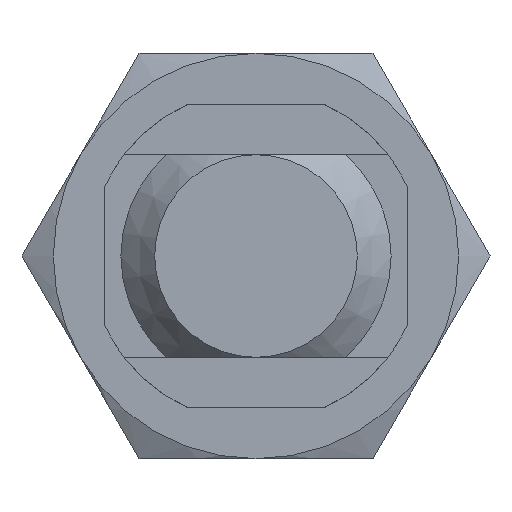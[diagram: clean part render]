
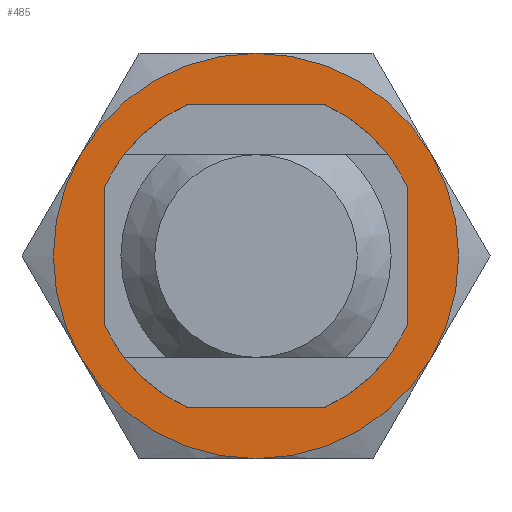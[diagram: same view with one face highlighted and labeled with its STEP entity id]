
A CAD part, left-side view. The second image highlights one B-rep face of the part: STEP entity #485.
In plain terms, the highlighted planar face has unit normal (-1, 0, 0).
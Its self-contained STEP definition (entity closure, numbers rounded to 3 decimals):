
#17 = ORIENTED_EDGE ( 'NONE', *, *, #1462, .T. ) ;
#20 = CIRCLE ( 'NONE', #1887, 12. ) ;
#59 = DIRECTION ( 'NONE',  ( 0., 0., -1. ) ) ;
#485 = ADVANCED_FACE ( 'NONE', ( #1419, #3551 ), #4260, .F. ) ;
#495 = AXIS2_PLACEMENT_3D ( 'NONE', #1806, #1783, #3975 ) ;
#521 = CIRCLE ( 'NONE', #1718, 8. ) ;
#530 = DIRECTION ( 'NONE',  ( 0., 0., -1. ) ) ;
#652 = EDGE_CURVE ( 'NONE', #4010, #3469, #840, .T. ) ;
#668 = AXIS2_PLACEMENT_3D ( 'NONE', #4383, #1172, #3646 ) ;
#732 = CARTESIAN_POINT ( 'NONE',  ( 4., 0., -8. ) ) ;
#750 = CARTESIAN_POINT ( 'NONE',  ( 4., 0., 0. ) ) ;
#840 = CIRCLE ( 'NONE', #3023, 12. ) ;
#842 = CIRCLE ( 'NONE', #3029, 12. ) ;
#846 = ORIENTED_EDGE ( 'NONE', *, *, #4374, .T. ) ;
#860 = CARTESIAN_POINT ( 'NONE',  ( 4., 0., 0. ) ) ;
#919 = EDGE_CURVE ( 'NONE', #1847, #4010, #20, .T. ) ;
#1036 = ORIENTED_EDGE ( 'NONE', *, *, #1041, .T. ) ;
#1041 = EDGE_CURVE ( 'NONE', #3430, #1847, #842, .T. ) ;
#1042 = VERTEX_POINT ( 'NONE', #732 ) ;
#1143 = CARTESIAN_POINT ( 'NONE',  ( 4., 10.392, 6. ) ) ;
#1147 = DIRECTION ( 'NONE',  ( 0., 0., -1. ) ) ;
#1172 = DIRECTION ( 'NONE',  ( -1., 0., 0. ) ) ;
#1319 = CIRCLE ( 'NONE', #495, 12. ) ;
#1419 = FACE_BOUND ( 'NONE', #2956, .T. ) ;
#1462 = EDGE_CURVE ( 'NONE', #2808, #1987, #2683, .T. ) ;
#1718 = AXIS2_PLACEMENT_3D ( 'NONE', #3523, #1747, #3480 ) ;
#1747 = DIRECTION ( 'NONE',  ( -1., 0., 0. ) ) ;
#1765 = CIRCLE ( 'NONE', #4317, 12. ) ;
#1783 = DIRECTION ( 'NONE',  ( -1., 0., 0. ) ) ;
#1794 = CARTESIAN_POINT ( 'NONE',  ( 4., 0., 0. ) ) ;
#1806 = CARTESIAN_POINT ( 'NONE',  ( 4., 0., 0. ) ) ;
#1847 = VERTEX_POINT ( 'NONE', #1143 ) ;
#1852 = ORIENTED_EDGE ( 'NONE', *, *, #919, .T. ) ;
#1887 = AXIS2_PLACEMENT_3D ( 'NONE', #3544, #2071, #4555 ) ;
#1987 = VERTEX_POINT ( 'NONE', #3452 ) ;
#2071 = DIRECTION ( 'NONE',  ( -1., 0., 0. ) ) ;
#2074 = CARTESIAN_POINT ( 'NONE',  ( 4., 10.392, -6. ) ) ;
#2101 = CARTESIAN_POINT ( 'NONE',  ( 4., 0., -12. ) ) ;
#2183 = AXIS2_PLACEMENT_3D ( 'NONE', #2450, #3918, #2861 ) ;
#2194 = CARTESIAN_POINT ( 'NONE',  ( 4., 0., 8. ) ) ;
#2306 = ORIENTED_EDGE ( 'NONE', *, *, #3687, .F. ) ;
#2450 = CARTESIAN_POINT ( 'NONE',  ( 4., 0., 0. ) ) ;
#2460 = ORIENTED_EDGE ( 'NONE', *, *, #652, .T. ) ;
#2531 = ORIENTED_EDGE ( 'NONE', *, *, #4391, .T. ) ;
#2533 = AXIS2_PLACEMENT_3D ( 'NONE', #860, #3125, #530 ) ;
#2683 = CIRCLE ( 'NONE', #2533, 12. ) ;
#2700 = CIRCLE ( 'NONE', #668, 8. ) ;
#2808 = VERTEX_POINT ( 'NONE', #3333 ) ;
#2861 = DIRECTION ( 'NONE',  ( 0., -1., 0. ) ) ;
#2956 = EDGE_LOOP ( 'NONE', ( #2306, #4335 ) ) ;
#3023 = AXIS2_PLACEMENT_3D ( 'NONE', #1794, #4035, #1147 ) ;
#3029 = AXIS2_PLACEMENT_3D ( 'NONE', #4008, #4324, #59 ) ;
#3125 = DIRECTION ( 'NONE',  ( -1., 0., 0. ) ) ;
#3234 = DIRECTION ( 'NONE',  ( -1., 0., 0. ) ) ;
#3333 = CARTESIAN_POINT ( 'NONE',  ( 4., -10.392, -6. ) ) ;
#3430 = VERTEX_POINT ( 'NONE', #4542 ) ;
#3452 = CARTESIAN_POINT ( 'NONE',  ( 4., -10.392, 6. ) ) ;
#3469 = VERTEX_POINT ( 'NONE', #2101 ) ;
#3480 = DIRECTION ( 'NONE',  ( 0., 0., -1. ) ) ;
#3523 = CARTESIAN_POINT ( 'NONE',  ( 4., 0., 0. ) ) ;
#3544 = CARTESIAN_POINT ( 'NONE',  ( 4., 0., 0. ) ) ;
#3551 = FACE_OUTER_BOUND ( 'NONE', #4124, .T. ) ;
#3646 = DIRECTION ( 'NONE',  ( 0., 0., -1. ) ) ;
#3687 = EDGE_CURVE ( 'NONE', #1042, #4121, #2700, .T. ) ;
#3918 = DIRECTION ( 'NONE',  ( 1., 0., 0. ) ) ;
#3962 = EDGE_CURVE ( 'NONE', #4121, #1042, #521, .T. ) ;
#3975 = DIRECTION ( 'NONE',  ( 0., 0., -1. ) ) ;
#4008 = CARTESIAN_POINT ( 'NONE',  ( 4., 0., 0. ) ) ;
#4010 = VERTEX_POINT ( 'NONE', #2074 ) ;
#4035 = DIRECTION ( 'NONE',  ( -1., 0., 0. ) ) ;
#4121 = VERTEX_POINT ( 'NONE', #2194 ) ;
#4124 = EDGE_LOOP ( 'NONE', ( #846, #17, #2531, #1036, #1852, #2460 ) ) ;
#4260 = PLANE ( 'NONE',  #2183 ) ;
#4317 = AXIS2_PLACEMENT_3D ( 'NONE', #750, #3234, #4619 ) ;
#4324 = DIRECTION ( 'NONE',  ( -1., 0., 0. ) ) ;
#4335 = ORIENTED_EDGE ( 'NONE', *, *, #3962, .F. ) ;
#4374 = EDGE_CURVE ( 'NONE', #3469, #2808, #1319, .T. ) ;
#4383 = CARTESIAN_POINT ( 'NONE',  ( 4., 0., 0. ) ) ;
#4391 = EDGE_CURVE ( 'NONE', #1987, #3430, #1765, .T. ) ;
#4542 = CARTESIAN_POINT ( 'NONE',  ( 4., 0., 12. ) ) ;
#4555 = DIRECTION ( 'NONE',  ( 0., 0., -1. ) ) ;
#4619 = DIRECTION ( 'NONE',  ( 0., 0., -1. ) ) ;
